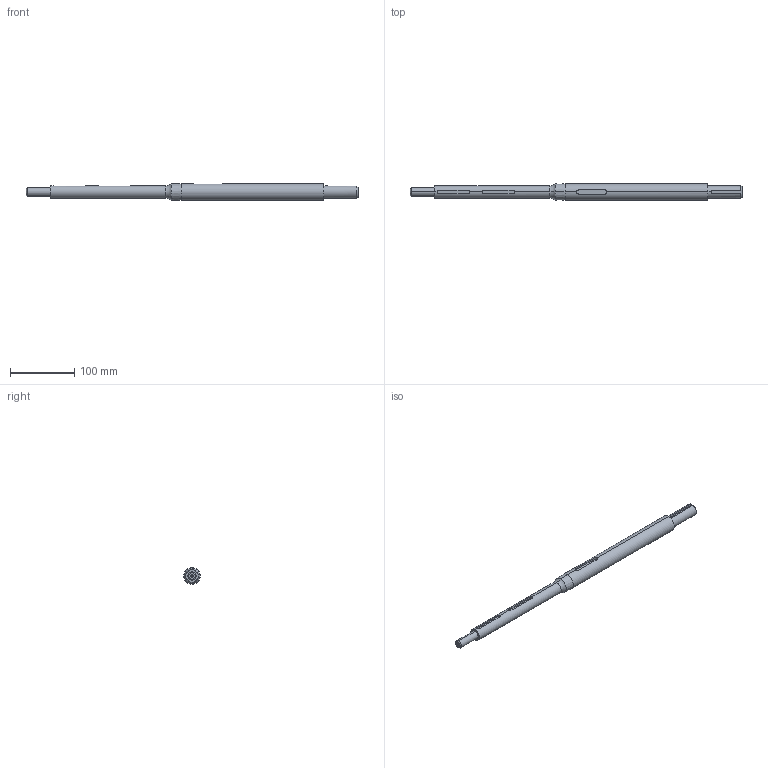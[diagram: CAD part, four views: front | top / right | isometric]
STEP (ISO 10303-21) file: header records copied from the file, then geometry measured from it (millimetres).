
FILE_DESCRIPTION (( 'STEP AP214' ), '1' );
FILE_NAME ('Êàðäàííàÿ ïåðåäà÷à (CE.22.0359).STEP', '2022-03-28T07:11:56', ( '' ), ( '' ), 'SwSTEP 2.0', 'SolidWorks 2020', '' );
FILE_SCHEMA (( 'AUTOMOTIVE_DESIGN' ));
Length unit declared in the file: inch
Products named in the file (1): Êàðäàííàÿ ïåðåäà÷à (CE.22.0359)
Bounding box: 516.64 x 25.35 x 25.35 mm (x, y, z)
Volume: 190047.2 mm3; surface area: 37791.6 mm2
Topology: 1 solids, 1 shells, 58 faces, 136 edges, 83 vertices
Faces by surface type: cylinder 28, plane 17, cone 11, torus 2
Entity records: 1966 total; most frequent: CARTESIAN_POINT 582, DIRECTION 277, ORIENTED_EDGE 272, EDGE_CURVE 136, AXIS2_PLACEMENT_3D 106, VERTEX_POINT 83, LINE 65, VECTOR 65
